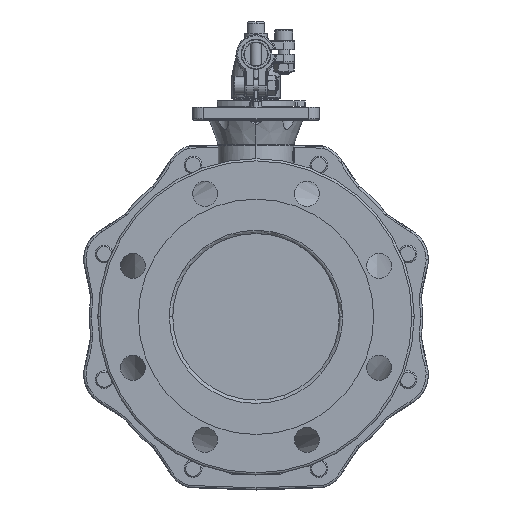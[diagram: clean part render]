
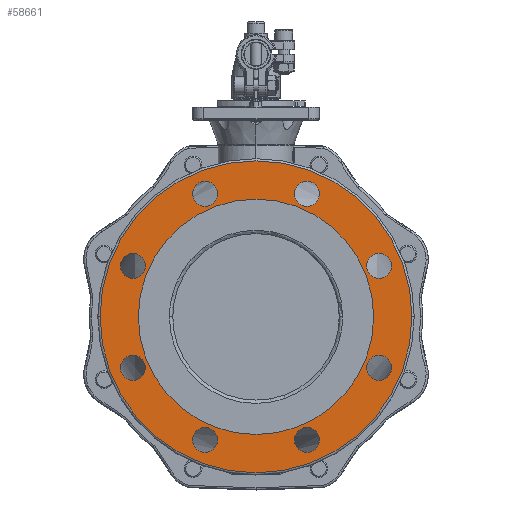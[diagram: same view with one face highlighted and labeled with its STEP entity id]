
A CAD part, left-side view. The second image highlights one B-rep face of the part: STEP entity #58661.
In plain terms, the highlighted planar face has unit normal (-1, 0, 0).
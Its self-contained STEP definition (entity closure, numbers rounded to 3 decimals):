
#49449=CARTESIAN_POINT('',(-158.,-57.172,110.866));
#49450=VERTEX_POINT('',#49449);
#49459=CARTESIAN_POINT('',(-158.,-34.672,110.866));
#49460=VERTEX_POINT('',#49459);
#49461=CARTESIAN_POINT('',(-158.,-45.922,110.866));
#49462=DIRECTION('',(1.,0.,0.));
#49463=DIRECTION('',(-0.,-1.,0.));
#49464=AXIS2_PLACEMENT_3D('',#49461,#49462,#49463);
#49465=CIRCLE('',#49464,11.25);
#49466=EDGE_CURVE('',#49460,#49450,#49465,.T.);
#49491=CARTESIAN_POINT('',(-158.,-122.116,45.922));
#49492=VERTEX_POINT('',#49491);
#49501=CARTESIAN_POINT('',(-158.,-99.616,45.922));
#49502=VERTEX_POINT('',#49501);
#49503=CARTESIAN_POINT('',(-158.,-110.866,45.922));
#49504=DIRECTION('',(1.,0.,0.));
#49505=DIRECTION('',(-0.,-1.,0.));
#49506=AXIS2_PLACEMENT_3D('',#49503,#49504,#49505);
#49507=CIRCLE('',#49506,11.25);
#49508=EDGE_CURVE('',#49502,#49492,#49507,.T.);
#49533=CARTESIAN_POINT('',(-158.,-122.116,-45.922));
#49534=VERTEX_POINT('',#49533);
#49543=CARTESIAN_POINT('',(-158.,-99.616,-45.922));
#49544=VERTEX_POINT('',#49543);
#49545=CARTESIAN_POINT('',(-158.,-110.866,-45.922));
#49546=DIRECTION('',(1.,0.,0.));
#49547=DIRECTION('',(-0.,-1.,0.));
#49548=AXIS2_PLACEMENT_3D('',#49545,#49546,#49547);
#49549=CIRCLE('',#49548,11.25);
#49550=EDGE_CURVE('',#49544,#49534,#49549,.T.);
#49575=CARTESIAN_POINT('',(-158.,-57.172,-110.866));
#49576=VERTEX_POINT('',#49575);
#49585=CARTESIAN_POINT('',(-158.,-34.672,-110.866));
#49586=VERTEX_POINT('',#49585);
#49587=CARTESIAN_POINT('',(-158.,-45.922,-110.866));
#49588=DIRECTION('',(1.,0.,0.));
#49589=DIRECTION('',(-0.,-1.,0.));
#49590=AXIS2_PLACEMENT_3D('',#49587,#49588,#49589);
#49591=CIRCLE('',#49590,11.25);
#49592=EDGE_CURVE('',#49586,#49576,#49591,.T.);
#49617=CARTESIAN_POINT('',(-158.,34.672,-110.866));
#49618=VERTEX_POINT('',#49617);
#49627=CARTESIAN_POINT('',(-158.,57.172,-110.866));
#49628=VERTEX_POINT('',#49627);
#49629=CARTESIAN_POINT('',(-158.,45.922,-110.866));
#49630=DIRECTION('',(1.,0.,0.));
#49631=DIRECTION('',(-0.,-1.,0.));
#49632=AXIS2_PLACEMENT_3D('',#49629,#49630,#49631);
#49633=CIRCLE('',#49632,11.25);
#49634=EDGE_CURVE('',#49628,#49618,#49633,.T.);
#49659=CARTESIAN_POINT('',(-158.,99.616,-45.922));
#49660=VERTEX_POINT('',#49659);
#49669=CARTESIAN_POINT('',(-158.,122.116,-45.922));
#49670=VERTEX_POINT('',#49669);
#49671=CARTESIAN_POINT('',(-158.,110.866,-45.922));
#49672=DIRECTION('',(1.,0.,0.));
#49673=DIRECTION('',(-0.,-1.,0.));
#49674=AXIS2_PLACEMENT_3D('',#49671,#49672,#49673);
#49675=CIRCLE('',#49674,11.25);
#49676=EDGE_CURVE('',#49670,#49660,#49675,.T.);
#49701=CARTESIAN_POINT('',(-158.,99.616,45.922));
#49702=VERTEX_POINT('',#49701);
#49711=CARTESIAN_POINT('',(-158.,122.116,45.922));
#49712=VERTEX_POINT('',#49711);
#49713=CARTESIAN_POINT('',(-158.,110.866,45.922));
#49714=DIRECTION('',(1.,0.,0.));
#49715=DIRECTION('',(-0.,-1.,0.));
#49716=AXIS2_PLACEMENT_3D('',#49713,#49714,#49715);
#49717=CIRCLE('',#49716,11.25);
#49718=EDGE_CURVE('',#49712,#49702,#49717,.T.);
#49743=CARTESIAN_POINT('',(-158.,34.672,110.866));
#49744=VERTEX_POINT('',#49743);
#49753=CARTESIAN_POINT('',(-158.,57.172,110.866));
#49754=VERTEX_POINT('',#49753);
#49755=CARTESIAN_POINT('',(-158.,45.922,110.866));
#49756=DIRECTION('',(1.,0.,0.));
#49757=DIRECTION('',(-0.,-1.,0.));
#49758=AXIS2_PLACEMENT_3D('',#49755,#49756,#49757);
#49759=CIRCLE('',#49758,11.25);
#49760=EDGE_CURVE('',#49754,#49744,#49759,.T.);
#50244=CARTESIAN_POINT('',(-158.,140.5,-0.));
#50245=VERTEX_POINT('',#50244);
#50255=CARTESIAN_POINT('',(-158.,-140.5,0.));
#50256=VERTEX_POINT('',#50255);
#50257=CARTESIAN_POINT('',(-158.,-0.,-0.));
#50258=DIRECTION('',(1.,0.,0.));
#50259=DIRECTION('',(0.,1.,-0.));
#50260=AXIS2_PLACEMENT_3D('',#50257,#50258,#50259);
#50261=CIRCLE('',#50260,140.5);
#50262=EDGE_CURVE('',#50245,#50256,#50261,.T.);
#50289=CARTESIAN_POINT('',(-158.,0.,106.));
#50290=VERTEX_POINT('',#50289);
#50306=CARTESIAN_POINT('',(-158.,-0.,-106.));
#50307=VERTEX_POINT('',#50306);
#50314=CARTESIAN_POINT('',(-158.,0.,0.));
#50315=DIRECTION('',(1.,-0.,-0.));
#50316=DIRECTION('',(0.,0.,1.));
#50317=AXIS2_PLACEMENT_3D('',#50314,#50315,#50316);
#50318=CIRCLE('',#50317,106.);
#50319=EDGE_CURVE('',#50290,#50307,#50318,.T.);
#57353=CARTESIAN_POINT('',(-158.,0.,0.));
#57354=DIRECTION('',(1.,-0.,-0.));
#57355=DIRECTION('',(0.,0.,1.));
#57356=AXIS2_PLACEMENT_3D('',#57353,#57354,#57355);
#57357=CIRCLE('',#57356,106.);
#57358=EDGE_CURVE('',#50307,#50290,#57357,.T.);
#57380=CARTESIAN_POINT('',(-158.,-0.,-0.));
#57381=DIRECTION('',(1.,0.,0.));
#57382=DIRECTION('',(0.,1.,-0.));
#57383=AXIS2_PLACEMENT_3D('',#57380,#57381,#57382);
#57384=CIRCLE('',#57383,140.5);
#57385=EDGE_CURVE('',#50256,#50245,#57384,.T.);
#58568=CARTESIAN_POINT('',(-158.,0.,123.25));
#58569=DIRECTION('',(-1.,-0.,-0.));
#58570=DIRECTION('',(-0.,0.,1.));
#58571=AXIS2_PLACEMENT_3D('',#58568,#58569,#58570);
#58572=PLANE('',#58571);
#58573=ORIENTED_EDGE('',*,*,#57385,.F.);
#58574=ORIENTED_EDGE('',*,*,#50262,.F.);
#58575=EDGE_LOOP('',(#58573,#58574));
#58576=FACE_BOUND('',#58575,.T.);
#58577=ORIENTED_EDGE('',*,*,#49466,.T.);
#58578=CARTESIAN_POINT('',(-158.,-45.922,110.866));
#58579=DIRECTION('',(1.,0.,0.));
#58580=DIRECTION('',(-0.,-1.,0.));
#58581=AXIS2_PLACEMENT_3D('',#58578,#58579,#58580);
#58582=CIRCLE('',#58581,11.25);
#58583=EDGE_CURVE('',#49450,#49460,#58582,.T.);
#58584=ORIENTED_EDGE('',*,*,#58583,.T.);
#58585=EDGE_LOOP('',(#58577,#58584));
#58586=FACE_BOUND('',#58585,.T.);
#58587=ORIENTED_EDGE('',*,*,#49508,.T.);
#58588=CARTESIAN_POINT('',(-158.,-110.866,45.922));
#58589=DIRECTION('',(1.,0.,0.));
#58590=DIRECTION('',(-0.,-1.,0.));
#58591=AXIS2_PLACEMENT_3D('',#58588,#58589,#58590);
#58592=CIRCLE('',#58591,11.25);
#58593=EDGE_CURVE('',#49492,#49502,#58592,.T.);
#58594=ORIENTED_EDGE('',*,*,#58593,.T.);
#58595=EDGE_LOOP('',(#58587,#58594));
#58596=FACE_BOUND('',#58595,.T.);
#58597=ORIENTED_EDGE('',*,*,#49550,.T.);
#58598=CARTESIAN_POINT('',(-158.,-110.866,-45.922));
#58599=DIRECTION('',(1.,0.,0.));
#58600=DIRECTION('',(-0.,-1.,0.));
#58601=AXIS2_PLACEMENT_3D('',#58598,#58599,#58600);
#58602=CIRCLE('',#58601,11.25);
#58603=EDGE_CURVE('',#49534,#49544,#58602,.T.);
#58604=ORIENTED_EDGE('',*,*,#58603,.T.);
#58605=EDGE_LOOP('',(#58597,#58604));
#58606=FACE_BOUND('',#58605,.T.);
#58607=ORIENTED_EDGE('',*,*,#49592,.T.);
#58608=CARTESIAN_POINT('',(-158.,-45.922,-110.866));
#58609=DIRECTION('',(1.,0.,0.));
#58610=DIRECTION('',(-0.,-1.,0.));
#58611=AXIS2_PLACEMENT_3D('',#58608,#58609,#58610);
#58612=CIRCLE('',#58611,11.25);
#58613=EDGE_CURVE('',#49576,#49586,#58612,.T.);
#58614=ORIENTED_EDGE('',*,*,#58613,.T.);
#58615=EDGE_LOOP('',(#58607,#58614));
#58616=FACE_BOUND('',#58615,.T.);
#58617=ORIENTED_EDGE('',*,*,#49634,.T.);
#58618=CARTESIAN_POINT('',(-158.,45.922,-110.866));
#58619=DIRECTION('',(1.,0.,0.));
#58620=DIRECTION('',(-0.,-1.,0.));
#58621=AXIS2_PLACEMENT_3D('',#58618,#58619,#58620);
#58622=CIRCLE('',#58621,11.25);
#58623=EDGE_CURVE('',#49618,#49628,#58622,.T.);
#58624=ORIENTED_EDGE('',*,*,#58623,.T.);
#58625=EDGE_LOOP('',(#58617,#58624));
#58626=FACE_BOUND('',#58625,.T.);
#58627=ORIENTED_EDGE('',*,*,#49676,.T.);
#58628=CARTESIAN_POINT('',(-158.,110.866,-45.922));
#58629=DIRECTION('',(1.,0.,0.));
#58630=DIRECTION('',(-0.,-1.,0.));
#58631=AXIS2_PLACEMENT_3D('',#58628,#58629,#58630);
#58632=CIRCLE('',#58631,11.25);
#58633=EDGE_CURVE('',#49660,#49670,#58632,.T.);
#58634=ORIENTED_EDGE('',*,*,#58633,.T.);
#58635=EDGE_LOOP('',(#58627,#58634));
#58636=FACE_BOUND('',#58635,.T.);
#58637=ORIENTED_EDGE('',*,*,#49718,.T.);
#58638=CARTESIAN_POINT('',(-158.,110.866,45.922));
#58639=DIRECTION('',(1.,0.,0.));
#58640=DIRECTION('',(-0.,-1.,0.));
#58641=AXIS2_PLACEMENT_3D('',#58638,#58639,#58640);
#58642=CIRCLE('',#58641,11.25);
#58643=EDGE_CURVE('',#49702,#49712,#58642,.T.);
#58644=ORIENTED_EDGE('',*,*,#58643,.T.);
#58645=EDGE_LOOP('',(#58637,#58644));
#58646=FACE_BOUND('',#58645,.T.);
#58647=ORIENTED_EDGE('',*,*,#49760,.T.);
#58648=CARTESIAN_POINT('',(-158.,45.922,110.866));
#58649=DIRECTION('',(1.,0.,0.));
#58650=DIRECTION('',(-0.,-1.,0.));
#58651=AXIS2_PLACEMENT_3D('',#58648,#58649,#58650);
#58652=CIRCLE('',#58651,11.25);
#58653=EDGE_CURVE('',#49744,#49754,#58652,.T.);
#58654=ORIENTED_EDGE('',*,*,#58653,.T.);
#58655=EDGE_LOOP('',(#58647,#58654));
#58656=FACE_BOUND('',#58655,.T.);
#58657=ORIENTED_EDGE('',*,*,#57358,.T.);
#58658=ORIENTED_EDGE('',*,*,#50319,.T.);
#58659=EDGE_LOOP('',(#58657,#58658));
#58660=FACE_BOUND('',#58659,.T.);
#58661=ADVANCED_FACE('',(#58576,#58586,#58596,#58606,#58616,#58626,#58636,#58646,#58656,#58660),#58572,.T.);
